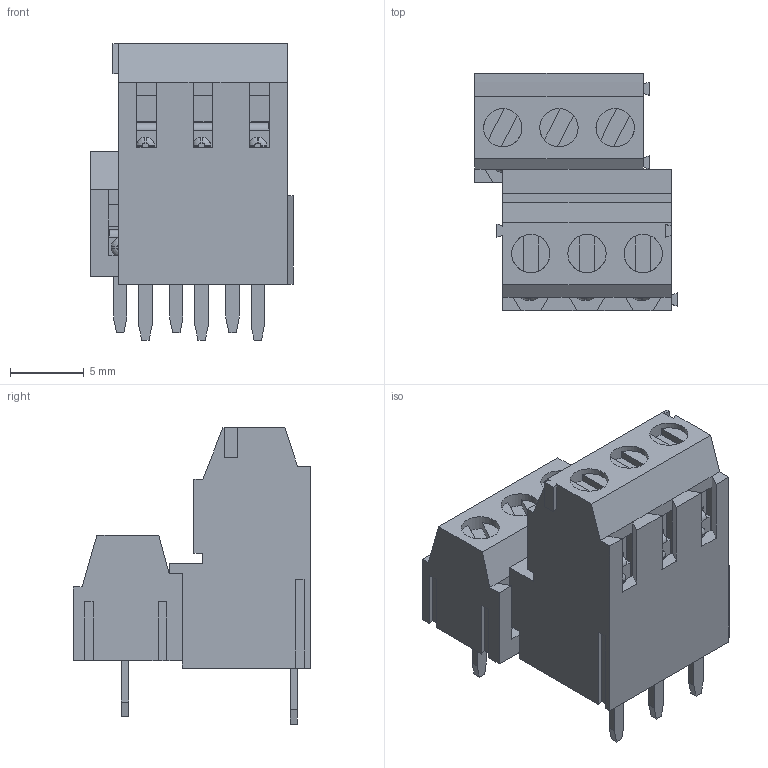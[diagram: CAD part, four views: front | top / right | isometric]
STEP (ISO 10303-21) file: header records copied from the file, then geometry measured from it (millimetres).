
FILE_DESCRIPTION( ( 'Unknown' ), '1' );
FILE_NAME( '691230310006.stp', 'Unknown', ( 'Quentin LAIDEBEUR' ), ( 'WE' ), 'PSStep 15.0.49', 'Sample-box', ' ' );
FILE_SCHEMA( ( 'AUTOMOTIVE_DESIGN { 1 0 10303 214 1 1 1 1 }' ) );
Length unit declared in the file: millimetre
Products named in the file (8): 691214310003; 6912143100xx_MASS; 6912143100xx_VIS; 6912143100xx_PIN; Assem1; 691230310006_LONG; 6912303100xx_PIN_LONG
Assembly tree (21 placements, depth 3):
  Assem1
    691230310006_LONG
    6912303100xx_PIN_LONG  x3
    6912143100xx_MASS  x3
    6912143100xx_VIS  x3
    691214310003
      691214310003
      6912143100xx_MASS  x3
      6912143100xx_VIS  x3
      6912143100xx_PIN  x3
Bounding box: 13.73 x 16.1 x 20.11 mm (x, y, z)
Volume: 1327.7 mm3; surface area: 3830.5 mm2
Topology: 20 solids, 20 shells, 758 faces, 1923 edges, 1226 vertices
Faces by surface type: plane 510, cylinder 152, bspline 48, torus 48
Full cylindrical faces by diameter (mm): 1.597 x6, 1.6 x6, 2.3 x6, 2.6 x12
Entity records: 16045 total; most frequent: CARTESIAN_POINT 2406, ORIENTED_EDGE 2108, DIRECTION 2053, EDGE_CURVE 1054, LINE 889, VECTOR 889, VERTEX_POINT 679, AXIS2_PLACEMENT_3D 582
